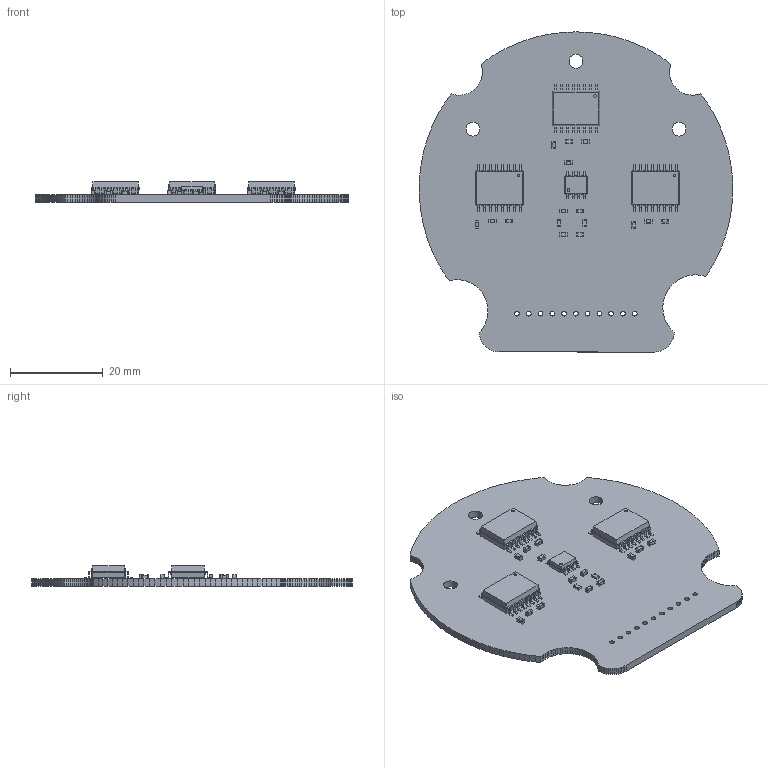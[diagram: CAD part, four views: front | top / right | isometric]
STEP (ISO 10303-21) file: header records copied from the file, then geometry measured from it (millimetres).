
FILE_DESCRIPTION(('KiCad electronic assembly'),'2;1');
FILE_NAME('_____ ________.step','2023-11-27T11:33:21',('Pcbnew'),( 'Kicad'),'Open CASCADE STEP processor 7.6','KiCad to STEP converter' ,'Unknown');
FILE_SCHEMA(('AUTOMOTIVE_DESIGN { 1 0 10303 214 1 1 1 1 }'));
Length unit declared in the file: millimetre
Products named in the file (10): _____ ________ 1; C_0603_1608Metric; SOLID; SOIC-16W_7.5x10.3mm_P1.27mm; R_0603_1608Metric; SOIC-8_3.9x4.9mm_P1.27mm; ÐÐ»Ð°ÑÐ° Ð´Ð°ÑÑÐ¸ÐºÐ¾Ð² PCB
Assembly tree (25 placements, depth 3):
  _____ ________ 1
    C_0603_1608Metric  x14
      SOLID
    SOIC-16W_7.5x10.3mm_P1.27mm  x3
      SOLID
    R_0603_1608Metric  x2
      SOLID
    SOIC-8_3.9x4.9mm_P1.27mm
      SOLID
    ÐÐ»Ð°ÑÐ° Ð´Ð°ÑÑÐ¸ÐºÐ¾Ð² PCB
Bounding box: 67.62 x 69.04 x 4.38 mm (x, y, z)
Volume: 6283.4 mm3; surface area: 8668.7 mm2
Topology: 21 solids, 21 shells, 1703 faces, 4559 edges, 2930 vertices
Faces by surface type: plane 1125, cylinder 426, bspline 152
Full cylindrical faces by diameter (mm): 0.6 x4, 1 x11, 3 x3
Entity records: 55273 total; most frequent: CARTESIAN_POINT 10066, DIRECTION 7605, LINE 5528, VECTOR 5528, ORIENTED_EDGE 4186, PCURVE 4186, DEFINITIONAL_REPRESENTATION 4186, EDGE_CURVE 2093
